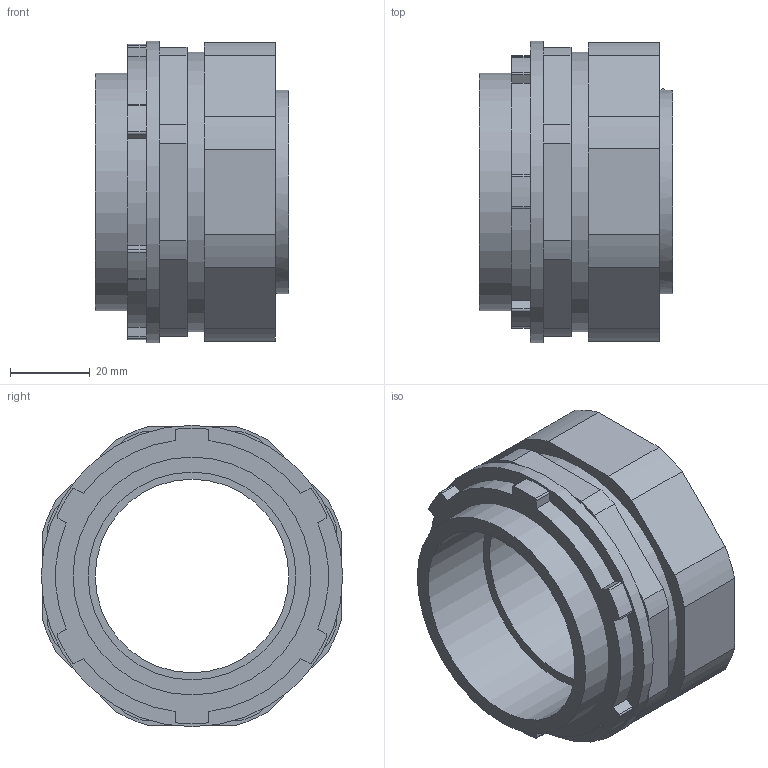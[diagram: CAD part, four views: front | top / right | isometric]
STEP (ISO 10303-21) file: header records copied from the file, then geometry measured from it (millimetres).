
FILE_DESCRIPTION(('STEP AP203'), '1');
FILE_NAME('Ìóôòà ââîäíàÿ äëÿ ìåòàëëîðóêàâà ÂÌÓ-50', '', ('UNSPECIFIED'), ('UNSPECIFIED'), 'ASCON STEP Converter 1.6', 'ASCON Math Kernel', '');
FILE_SCHEMA(('CONFIG_CONTROL_DESIGN'));
Length unit declared in the file: millimetre
Products named in the file (1): -04
Bounding box: 48.5 x 75.5 x 75.5 mm (x, y, z)
Volume: 72922.8 mm3; surface area: 59880.8 mm2
Topology: 6 solids, 6 shells, 125 faces, 324 edges, 217 vertices
Faces by surface type: cylinder 65, plane 56, bspline 3, cone 1
Full cylindrical faces by diameter (mm): 48.5 x1, 51 x2, 52 x1, 57 x1, 58 x1, 59.614 x1, 60 x1, 60.5 x1, 63.5 x1, 64.5 x1, 66.5 x1, 68.376 x1, 70 x1, 75.5 x1
Entity records: 7234 total; most frequent: CARTESIAN_POINT 3044, DIRECTION 665, ORIENTED_EDGE 616, EDGE_CURVE 308, AXIS2_PLACEMENT_3D 250, VERTEX_POINT 217, LINE 165, VECTOR 165
